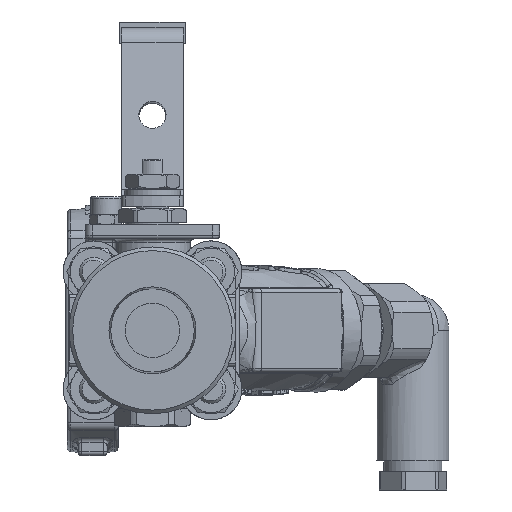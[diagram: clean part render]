
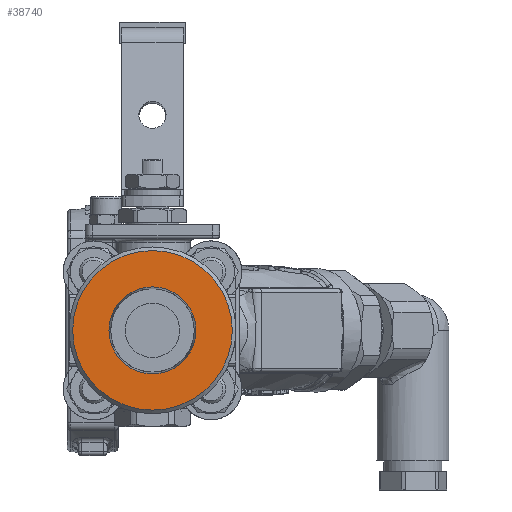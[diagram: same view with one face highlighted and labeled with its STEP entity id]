
A CAD part, left-side view. The second image highlights one B-rep face of the part: STEP entity #38740.
In plain terms, the highlighted planar face has unit normal (-1, 0, 0).
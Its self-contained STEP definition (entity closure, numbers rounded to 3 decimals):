
#3873=FACE_BOUND('',#8925,.T.);
#4532=PLANE('',#42601);
#6389=FACE_OUTER_BOUND('',#8924,.T.);
#8924=EDGE_LOOP('',(#32807));
#8925=EDGE_LOOP('',(#32808));
#14792=CIRCLE('',#42509,22.);
#14841=CIRCLE('',#42602,11.987);
#17920=VERTEX_POINT('',#72202);
#17946=VERTEX_POINT('',#73004);
#22950=EDGE_CURVE('',#17920,#17920,#14792,.T.);
#23038=EDGE_CURVE('',#17946,#17946,#14841,.T.);
#32807=ORIENTED_EDGE('',*,*,#22950,.F.);
#32808=ORIENTED_EDGE('',*,*,#23038,.T.);
#38740=ADVANCED_FACE('',(#6389,#3873),#4532,.T.);
#42509=AXIS2_PLACEMENT_3D('',#72203,#51215,#51216);
#42601=AXIS2_PLACEMENT_3D('',#73003,#51426,#51427);
#42602=AXIS2_PLACEMENT_3D('',#73005,#51428,#51429);
#51215=DIRECTION('center_axis',(1.,0.,0.));
#51216=DIRECTION('ref_axis',(0.,1.,0.));
#51426=DIRECTION('center_axis',(-1.,0.,0.));
#51427=DIRECTION('ref_axis',(0.,-1.,0.));
#51428=DIRECTION('center_axis',(1.,0.,0.));
#51429=DIRECTION('ref_axis',(0.,-1.,0.));
#72202=CARTESIAN_POINT('',(-250.036,-3.167,-1.517));
#72203=CARTESIAN_POINT('Origin',(-250.036,18.833,-1.517));
#73003=CARTESIAN_POINT('Origin',(-250.036,18.833,-1.517));
#73004=CARTESIAN_POINT('',(-250.036,30.82,-1.517));
#73005=CARTESIAN_POINT('Origin',(-250.036,18.833,-1.517));
